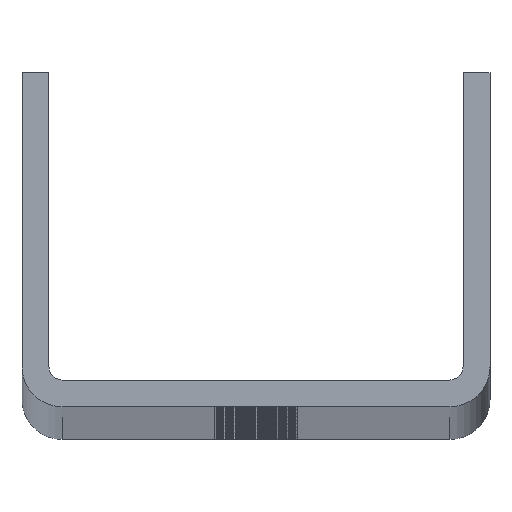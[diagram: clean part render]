
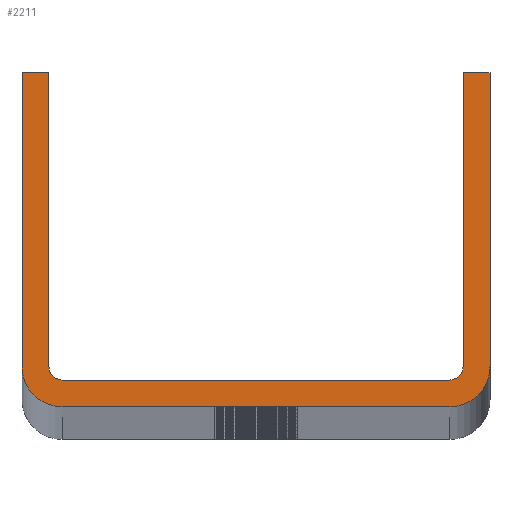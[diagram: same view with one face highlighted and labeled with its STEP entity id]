
A CAD part, top view. The second image highlights one B-rep face of the part: STEP entity #2211.
In plain terms, the highlighted planar face has unit normal (0, 0, 1).
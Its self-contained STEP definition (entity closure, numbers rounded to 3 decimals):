
#69 = VERTEX_POINT ( 'NONE', #26923 ) ;
#608 = DIRECTION ( 'NONE',  ( 0., 0., 1. ) ) ;
#714 = CARTESIAN_POINT ( 'NONE',  ( 35., 6., 2800. ) ) ;
#767 = DIRECTION ( 'NONE',  ( 1., 0., 0. ) ) ;
#1064 = ORIENTED_EDGE ( 'NONE', *, *, #29008, .T. ) ;
#1111 = ORIENTED_EDGE ( 'NONE', *, *, #17007, .T. ) ;
#1340 = CARTESIAN_POINT ( 'NONE',  ( 31., 6., 2800. ) ) ;
#1509 = EDGE_CURVE ( 'NONE', #17454, #20168, #12484, .T. ) ;
#1761 = ORIENTED_EDGE ( 'NONE', *, *, #2286, .F. ) ;
#2211 = ADVANCED_FACE ( 'NONE', ( #28521 ), #17046, .T. ) ;
#2271 = ORIENTED_EDGE ( 'NONE', *, *, #17225, .F. ) ;
#2286 = EDGE_CURVE ( 'NONE', #69, #22018, #5802, .T. ) ;
#2292 = LINE ( 'NONE', #27501, #8608 ) ;
#2494 = LINE ( 'NONE', #27243, #16024 ) ;
#2566 = EDGE_CURVE ( 'NONE', #25547, #17454, #24372, .T. ) ;
#2581 = DIRECTION ( 'NONE',  ( 1., 0., 0. ) ) ;
#2874 = ORIENTED_EDGE ( 'NONE', *, *, #7154, .F. ) ;
#2903 = CARTESIAN_POINT ( 'NONE',  ( -31., 50., 2800. ) ) ;
#3401 = LINE ( 'NONE', #12453, #12363 ) ;
#3908 = CARTESIAN_POINT ( 'NONE',  ( 29., 6., 2800. ) ) ;
#4381 = CARTESIAN_POINT ( 'NONE',  ( 29., 0., 2800. ) ) ;
#5290 = CARTESIAN_POINT ( 'NONE',  ( 29., 6., 2800. ) ) ;
#5384 = CARTESIAN_POINT ( 'NONE',  ( 35., 50., 2800. ) ) ;
#5420 = CARTESIAN_POINT ( 'NONE',  ( -29., 6., 2800. ) ) ;
#5462 = DIRECTION ( 'NONE',  ( 1., 0., 0. ) ) ;
#5750 = ORIENTED_EDGE ( 'NONE', *, *, #23949, .F. ) ;
#5762 = CARTESIAN_POINT ( 'NONE',  ( 31., 50., 2800. ) ) ;
#5802 = CIRCLE ( 'NONE', #10611, 2. ) ;
#7154 = EDGE_CURVE ( 'NONE', #20609, #15544, #21746, .T. ) ;
#7265 = DIRECTION ( 'NONE',  ( 0., 0., 1. ) ) ;
#7598 = VERTEX_POINT ( 'NONE', #19459 ) ;
#7884 = EDGE_CURVE ( 'NONE', #20168, #12733, #3401, .T. ) ;
#8006 = ORIENTED_EDGE ( 'NONE', *, *, #24311, .F. ) ;
#8291 = DIRECTION ( 'NONE',  ( 0., 1., 0. ) ) ;
#8608 = VECTOR ( 'NONE', #25231, 1000. ) ;
#8819 = VECTOR ( 'NONE', #23633, 1000. ) ;
#9173 = AXIS2_PLACEMENT_3D ( 'NONE', #21274, #608, #2581 ) ;
#9243 = ORIENTED_EDGE ( 'NONE', *, *, #19343, .F. ) ;
#9443 = CARTESIAN_POINT ( 'NONE',  ( -29., 6., 2800. ) ) ;
#10236 = CARTESIAN_POINT ( 'NONE',  ( -31., 6., 2800. ) ) ;
#10611 = AXIS2_PLACEMENT_3D ( 'NONE', #3908, #19461, #28671 ) ;
#11355 = DIRECTION ( 'NONE',  ( 1., 0., 0. ) ) ;
#11704 = VECTOR ( 'NONE', #5462, 1000. ) ;
#12117 = DIRECTION ( 'NONE',  ( 0., -1., 0. ) ) ;
#12272 = VERTEX_POINT ( 'NONE', #28101 ) ;
#12363 = VECTOR ( 'NONE', #15146, 1000. ) ;
#12453 = CARTESIAN_POINT ( 'NONE',  ( 35., 6., 2800. ) ) ;
#12458 = CIRCLE ( 'NONE', #27370, 2. ) ;
#12484 = CIRCLE ( 'NONE', #15843, 6. ) ;
#12733 = VERTEX_POINT ( 'NONE', #5384 ) ;
#12973 = LINE ( 'NONE', #1340, #19387 ) ;
#13808 = DIRECTION ( 'NONE',  ( 1., 0., 0. ) ) ;
#13812 = CARTESIAN_POINT ( 'NONE',  ( -29., 4., 2800. ) ) ;
#14096 = DIRECTION ( 'NONE',  ( 0., 0., 1. ) ) ;
#14305 = DIRECTION ( 'NONE',  ( 0., 0., 1. ) ) ;
#14433 = LINE ( 'NONE', #28322, #8819 ) ;
#15146 = DIRECTION ( 'NONE',  ( 0., 1., 0. ) ) ;
#15544 = VERTEX_POINT ( 'NONE', #10236 ) ;
#15581 = CIRCLE ( 'NONE', #17032, 6. ) ;
#15754 = DIRECTION ( 'NONE',  ( 1., 0., 0. ) ) ;
#15843 = AXIS2_PLACEMENT_3D ( 'NONE', #5290, #7265, #767 ) ;
#16024 = VECTOR ( 'NONE', #13808, 1000. ) ;
#16345 = VECTOR ( 'NONE', #28921, 1000. ) ;
#17007 = EDGE_CURVE ( 'NONE', #12272, #29539, #14433, .T. ) ;
#17032 = AXIS2_PLACEMENT_3D ( 'NONE', #5420, #14305, #11355 ) ;
#17046 = PLANE ( 'NONE',  #9173 ) ;
#17225 = EDGE_CURVE ( 'NONE', #26682, #69, #2494, .T. ) ;
#17454 = VERTEX_POINT ( 'NONE', #4381 ) ;
#19098 = EDGE_CURVE ( 'NONE', #22018, #7598, #12973, .T. ) ;
#19157 = ORIENTED_EDGE ( 'NONE', *, *, #19098, .F. ) ;
#19181 = LINE ( 'NONE', #5762, #11704 ) ;
#19343 = EDGE_CURVE ( 'NONE', #7598, #12733, #19181, .T. ) ;
#19387 = VECTOR ( 'NONE', #8291, 1000. ) ;
#19459 = CARTESIAN_POINT ( 'NONE',  ( 31., 50., 2800. ) ) ;
#19461 = DIRECTION ( 'NONE',  ( 0., 0., 1. ) ) ;
#19578 = ORIENTED_EDGE ( 'NONE', *, *, #1509, .T. ) ;
#20168 = VERTEX_POINT ( 'NONE', #714 ) ;
#20609 = VERTEX_POINT ( 'NONE', #26431 ) ;
#21274 = CARTESIAN_POINT ( 'NONE',  ( 29., 6., 2800. ) ) ;
#21746 = LINE ( 'NONE', #2903, #23449 ) ;
#22018 = VERTEX_POINT ( 'NONE', #29724 ) ;
#23449 = VECTOR ( 'NONE', #12117, 1000. ) ;
#23633 = DIRECTION ( 'NONE',  ( 0., -1., 0. ) ) ;
#23949 = EDGE_CURVE ( 'NONE', #15544, #26682, #12458, .T. ) ;
#24311 = EDGE_CURVE ( 'NONE', #12272, #20609, #2292, .T. ) ;
#24372 = LINE ( 'NONE', #29364, #16345 ) ;
#24480 = ORIENTED_EDGE ( 'NONE', *, *, #2566, .T. ) ;
#25231 = DIRECTION ( 'NONE',  ( 1., 0., 0. ) ) ;
#25547 = VERTEX_POINT ( 'NONE', #28555 ) ;
#26431 = CARTESIAN_POINT ( 'NONE',  ( -31., 50., 2800. ) ) ;
#26646 = CARTESIAN_POINT ( 'NONE',  ( -35., 6., 2800. ) ) ;
#26682 = VERTEX_POINT ( 'NONE', #13812 ) ;
#26923 = CARTESIAN_POINT ( 'NONE',  ( 29., 4., 2800. ) ) ;
#27243 = CARTESIAN_POINT ( 'NONE',  ( -29., 4., 2800. ) ) ;
#27262 = EDGE_LOOP ( 'NONE', ( #29605, #9243, #19157, #1761, #2271, #5750, #2874, #8006, #1111, #1064, #24480, #19578 ) ) ;
#27370 = AXIS2_PLACEMENT_3D ( 'NONE', #9443, #14096, #15754 ) ;
#27501 = CARTESIAN_POINT ( 'NONE',  ( -35., 50., 2800. ) ) ;
#28101 = CARTESIAN_POINT ( 'NONE',  ( -35., 50., 2800. ) ) ;
#28322 = CARTESIAN_POINT ( 'NONE',  ( -35., 50., 2800. ) ) ;
#28521 = FACE_OUTER_BOUND ( 'NONE', #27262, .T. ) ;
#28555 = CARTESIAN_POINT ( 'NONE',  ( -29., 0., 2800. ) ) ;
#28671 = DIRECTION ( 'NONE',  ( 1., 0., 0. ) ) ;
#28921 = DIRECTION ( 'NONE',  ( 1., 0., 0. ) ) ;
#29008 = EDGE_CURVE ( 'NONE', #29539, #25547, #15581, .T. ) ;
#29364 = CARTESIAN_POINT ( 'NONE',  ( -29., 0., 2800. ) ) ;
#29539 = VERTEX_POINT ( 'NONE', #26646 ) ;
#29605 = ORIENTED_EDGE ( 'NONE', *, *, #7884, .T. ) ;
#29724 = CARTESIAN_POINT ( 'NONE',  ( 31., 6., 2800. ) ) ;
